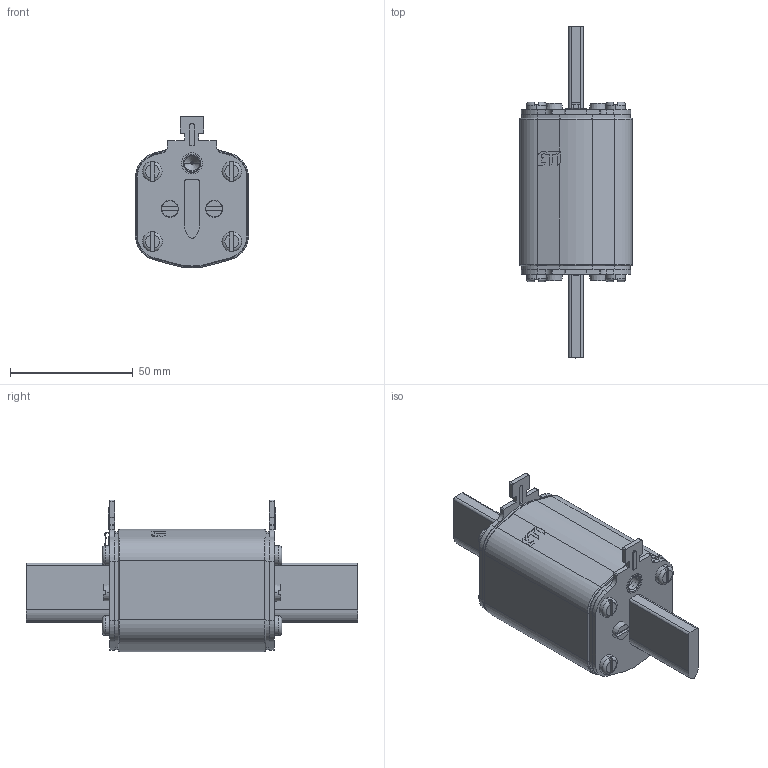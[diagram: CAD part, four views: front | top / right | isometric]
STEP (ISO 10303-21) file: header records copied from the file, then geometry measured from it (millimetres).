
FILE_DESCRIPTION((''),'2;1');
FILE_NAME('M1_BATT_800V_DC_00472332X','2017-11-29T',('matic.bajda'),('Audax d.o.o.'),'CREO PARAMETRIC BY PTC INC, 2016260','CREO PARAMETRIC BY PTC INC, 2016260','');
FILE_SCHEMA(('AUTOMOTIVE_DESIGN { 1 0 10303 214 1 1 1 1 }'));
Length unit declared in the file: millimetre
Products named in the file (1): M1_BATT_800V_DC_00472332X
Bounding box: 46 x 135 x 61.79 mm (x, y, z)
Volume: 146698 mm3; surface area: 21426 mm2
Topology: 1 solids, 2 shells, 450 faces, 1198 edges, 765 vertices
Faces by surface type: plane 218, cylinder 157, torus 43, cone 22, bspline 6, extrusion 4
Entity records: 15267 total; most frequent: CARTESIAN_POINT 3677, DIRECTION 2457, ORIENTED_EDGE 2392, EDGE_CURVE 1196, AXIS2_PLACEMENT_3D 932, VERTEX_POINT 765, VECTOR 593, LINE 589
